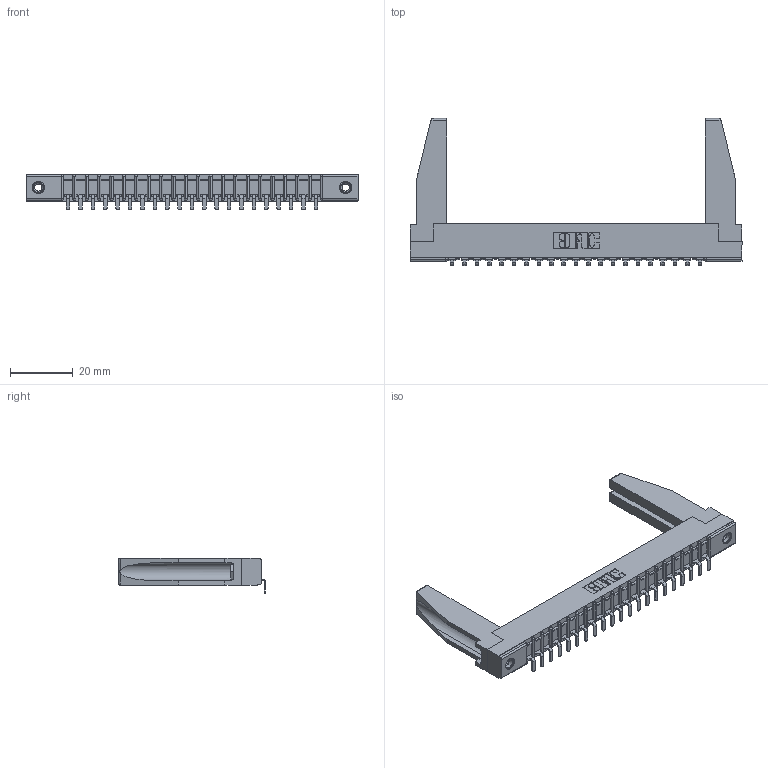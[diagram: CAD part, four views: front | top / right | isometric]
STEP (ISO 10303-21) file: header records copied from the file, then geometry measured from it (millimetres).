
FILE_DESCRIPTION (( 'STEP AP203' ), '1' );
FILE_NAME ('307-021-553-178.STEP', '2019-09-04T23:40:54', ( '' ), ( '' ), 'SwSTEP 2.0', 'SolidWorks 2016', '' );
FILE_SCHEMA (( 'CONFIG_CONTROL_DESIGN' ));
Length unit declared in the file: inch
Products named in the file (5): 307-021-553-178; 307-220-078; 345-250-001_345-250-001-102; 307-290-002_553; 307 Part_.156 Dia Mounting Holes
Assembly tree (26 placements, depth 2):
  307-021-553-178
    307 Part_.156 Dia Mounting Holes
    307-290-002_553  x21
    307-220-078  x2
    345-250-001_345-250-001-102  x2
Bounding box: 106.22 x 47.03 x 11.51 mm (x, y, z)
Volume: 11005.3 mm3; surface area: 16525.2 mm2
Topology: 26 solids, 26 shells, 1908 faces, 5777 edges, 3782 vertices
Faces by surface type: plane 1141, cylinder 707, sphere 44, cone 12, torus 4
Entity records: 23885 total; most frequent: CARTESIAN_POINT 4026, ORIENTED_EDGE 3972, DIRECTION 3878, EDGE_CURVE 1986, LINE 1514, VECTOR 1514, VERTEX_POINT 1288, AXIS2_PLACEMENT_3D 1182
